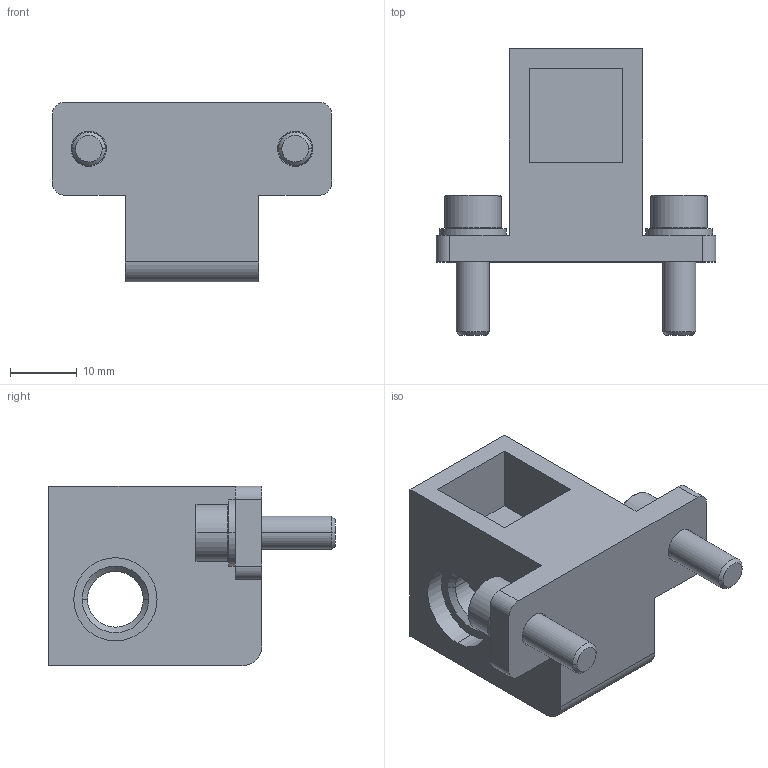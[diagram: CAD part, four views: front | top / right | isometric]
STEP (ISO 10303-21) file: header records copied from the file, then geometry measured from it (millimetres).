
FILE_DESCRIPTION( ( '' ), '1' );
FILE_NAME( 'e20951_2_03.stp', '2009-05-18T11:11:48', ( '' ), ( '' ), ' ', ' ', ' ' );
FILE_SCHEMA( ( 'CONFIG_CONTROL_DESIGN' ) );
Length unit declared in the file: millimetre
Products named in the file (6): 1; 2; 3; 4; 5; 6
Bounding box: 42 x 43 x 27 mm (x, y, z)
Volume: 15245.7 mm3; surface area: 8488.9 mm2
Topology: 6 solids, 6 shells, 106 faces, 253 edges, 164 vertices
Faces by surface type: plane 47, cylinder 35, cone 20, torus 4
Entity records: 3373 total; most frequent: DIRECTION 565, CARTESIAN_POINT 561, ORIENTED_EDGE 506, EDGE_CURVE 253, AXIS2_PLACEMENT_3D 216, VERTEX_POINT 164, LINE 133, VECTOR 133
